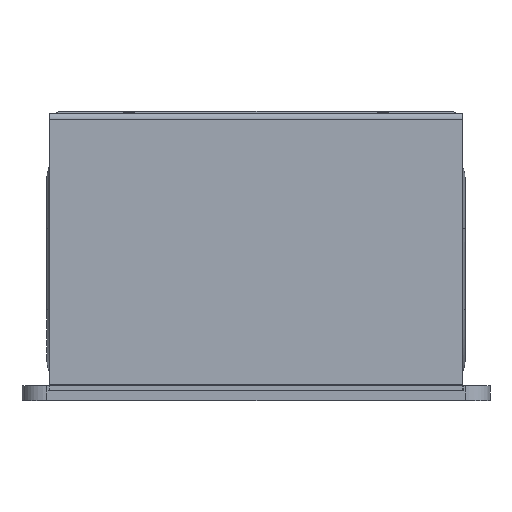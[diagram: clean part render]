
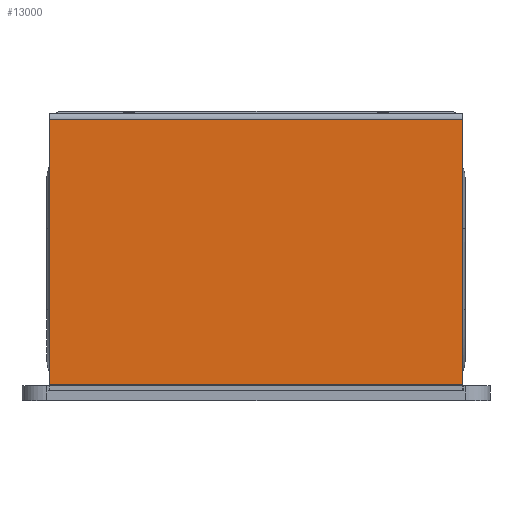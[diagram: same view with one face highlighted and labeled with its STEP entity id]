
A CAD part, left-side view. The second image highlights one B-rep face of the part: STEP entity #13000.
In plain terms, the highlighted face is planar.
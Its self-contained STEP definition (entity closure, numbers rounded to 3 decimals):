
#9085=DIRECTION('',(-1.,0.,0.));
#9086=VECTOR('',#9085,166.);
#9087=CARTESIAN_POINT('',(166.,-261.007,-107.489));
#9088=LINE('',#9087,#9086);
#9106=DIRECTION('',(1.,0.,0.));
#9107=VECTOR('',#9106,166.);
#9108=CARTESIAN_POINT('',(0.,-261.007,
-0.989));
#9109=LINE('',#9108,#9107);
#9184=DIRECTION('',(0.,0.,1.));
#9185=VECTOR('',#9184,106.5);
#9186=CARTESIAN_POINT('',(0.,-261.007,
-107.489));
#9187=LINE('',#9186,#9185);
#9515=DIRECTION('',(0.,0.,-1.));
#9516=VECTOR('',#9515,106.5);
#9517=CARTESIAN_POINT('',(166.,-261.007,-0.989));
#9518=LINE('',#9517,#9516);
#11988=CARTESIAN_POINT('',(0.,-261.007,-107.489));
#11989=VERTEX_POINT('',#11988);
#11990=CARTESIAN_POINT('',(0.,-261.007,
-0.989));
#11991=VERTEX_POINT('',#11990);
#11992=CARTESIAN_POINT('',(166.,-261.007,-0.989));
#11993=VERTEX_POINT('',#11992);
#11994=CARTESIAN_POINT('',(166.,-261.007,-107.489));
#11995=VERTEX_POINT('',#11994);
#12986=CARTESIAN_POINT('',(0.,-261.007,-109.989));
#12987=DIRECTION('',(0.,-1.,0.));
#12988=DIRECTION('',(0.,0.,-1.));
#12989=AXIS2_PLACEMENT_3D('',#12986,#12987,#12988);
#12990=PLANE('',#12989);
#12992=ORIENTED_EDGE('',*,*,#12991,.T.);
#12994=ORIENTED_EDGE('',*,*,#12993,.T.);
#12995=ORIENTED_EDGE('',*,*,#12976,.T.);
#12997=ORIENTED_EDGE('',*,*,#12996,.T.);
#12998=EDGE_LOOP('',(#12992,#12994,#12995,#12997));
#12999=FACE_OUTER_BOUND('',#12998,.F.);
#13000=ADVANCED_FACE('',(#12999),#12990,.T.);
#12976=EDGE_CURVE('',#11995,#11989,#9088,.T.);
#12991=EDGE_CURVE('',#11991,#11993,#9109,.T.);
#12993=EDGE_CURVE('',#11993,#11995,#9518,.T.);
#12996=EDGE_CURVE('',#11989,#11991,#9187,.T.);
